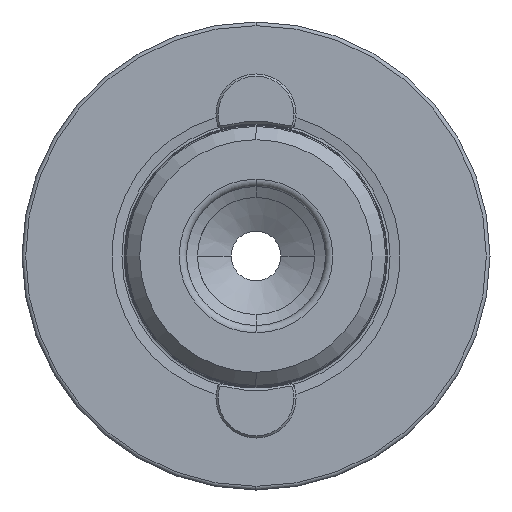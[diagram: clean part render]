
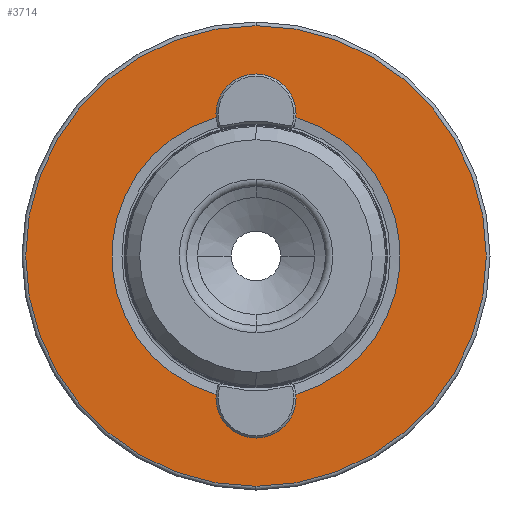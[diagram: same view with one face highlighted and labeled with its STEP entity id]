
A CAD part, left-side view. The second image highlights one B-rep face of the part: STEP entity #3714.
In plain terms, the highlighted planar face has unit normal (-1, 0, 0).
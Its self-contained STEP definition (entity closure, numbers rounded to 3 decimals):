
#83 = DIRECTION ( 'NONE',  ( 0., 0., -1. ) ) ;
#91 = AXIS2_PLACEMENT_3D ( 'NONE', #3760, #913, #2937 ) ;
#114 = CIRCLE ( 'NONE', #2226, 3. ) ;
#191 = EDGE_CURVE ( 'NONE', #2020, #4892, #2638, .T. ) ;
#349 = EDGE_CURVE ( 'NONE', #5058, #4147, #1865, .T. ) ;
#389 = CIRCLE ( 'NONE', #91, 19.715 ) ;
#498 = FACE_BOUND ( 'NONE', #4814, .T. ) ;
#534 = VERTEX_POINT ( 'NONE', #1526 ) ;
#627 = DIRECTION ( 'NONE',  ( 0., 0., -1. ) ) ;
#797 = CARTESIAN_POINT ( 'NONE',  ( 0., 2.305, 19.58 ) ) ;
#871 = CARTESIAN_POINT ( 'NONE',  ( 0., 0., -24.5 ) ) ;
#879 = AXIS2_PLACEMENT_3D ( 'NONE', #2264, #2396, #2261 ) ;
#913 = DIRECTION ( 'NONE',  ( -1., 0., 0. ) ) ;
#981 = AXIS2_PLACEMENT_3D ( 'NONE', #3048, #3515, #3525 ) ;
#1020 = CARTESIAN_POINT ( 'NONE',  ( 0., 0., -19.715 ) ) ;
#1204 = CARTESIAN_POINT ( 'NONE',  ( 0., 0., -21.5 ) ) ;
#1248 = DIRECTION ( 'NONE',  ( 0., 0., 1. ) ) ;
#1418 = AXIS2_PLACEMENT_3D ( 'NONE', #1204, #4522, #4858 ) ;
#1467 = ORIENTED_EDGE ( 'NONE', *, *, #3876, .F. ) ;
#1526 = CARTESIAN_POINT ( 'NONE',  ( 0., 2.305, -19.58 ) ) ;
#1598 = DIRECTION ( 'NONE',  ( 0., 0., 1. ) ) ;
#1612 = CARTESIAN_POINT ( 'NONE',  ( 0., 0., -21.5 ) ) ;
#1655 = AXIS2_PLACEMENT_3D ( 'NONE', #4114, #4902, #83 ) ;
#1747 = CARTESIAN_POINT ( 'NONE',  ( 0., 0., 0. ) ) ;
#1772 = DIRECTION ( 'NONE',  ( 1., 0., 0. ) ) ;
#1865 = CIRCLE ( 'NONE', #879, 19.715 ) ;
#2010 = CARTESIAN_POINT ( 'NONE',  ( 0., 0., 0. ) ) ;
#2020 = VERTEX_POINT ( 'NONE', #2027 ) ;
#2027 = CARTESIAN_POINT ( 'NONE',  ( 0., 0., 31.5 ) ) ;
#2028 = DIRECTION ( 'NONE',  ( 0., 0., 1. ) ) ;
#2219 = ORIENTED_EDGE ( 'NONE', *, *, #3905, .T. ) ;
#2226 = AXIS2_PLACEMENT_3D ( 'NONE', #1612, #4094, #1248 ) ;
#2230 = CIRCLE ( 'NONE', #1655, 3. ) ;
#2238 = DIRECTION ( 'NONE',  ( -1., 0., 0. ) ) ;
#2261 = DIRECTION ( 'NONE',  ( 0., 0., 1. ) ) ;
#2264 = CARTESIAN_POINT ( 'NONE',  ( 0., 0., 0. ) ) ;
#2353 = ORIENTED_EDGE ( 'NONE', *, *, #3752, .F. ) ;
#2396 = DIRECTION ( 'NONE',  ( -1., 0., 0. ) ) ;
#2486 = ORIENTED_EDGE ( 'NONE', *, *, #191, .T. ) ;
#2638 = CIRCLE ( 'NONE', #5109, 31.5 ) ;
#2726 = EDGE_CURVE ( 'NONE', #4828, #4147, #5074, .T. ) ;
#2827 = ORIENTED_EDGE ( 'NONE', *, *, #3825, .F. ) ;
#2937 = DIRECTION ( 'NONE',  ( 0., 0., 1. ) ) ;
#3048 = CARTESIAN_POINT ( 'NONE',  ( 0., 0., 21.5 ) ) ;
#3072 = AXIS2_PLACEMENT_3D ( 'NONE', #2010, #4488, #1598 ) ;
#3395 = VERTEX_POINT ( 'NONE', #871 ) ;
#3469 = ORIENTED_EDGE ( 'NONE', *, *, #3849, .T. ) ;
#3515 = DIRECTION ( 'NONE',  ( 1., 0., 0. ) ) ;
#3525 = DIRECTION ( 'NONE',  ( 0., 0., -1. ) ) ;
#3704 = CARTESIAN_POINT ( 'NONE',  ( 0., -2.305, -19.58 ) ) ;
#3714 = ADVANCED_FACE ( 'NONE', ( #498, #3722 ), #4239, .F. ) ;
#3722 = FACE_OUTER_BOUND ( 'NONE', #4931, .T. ) ;
#3752 = EDGE_CURVE ( 'NONE', #4570, #534, #389, .T. ) ;
#3760 = CARTESIAN_POINT ( 'NONE',  ( 0., 0., 0. ) ) ;
#3825 = EDGE_CURVE ( 'NONE', #3395, #5058, #4420, .T. ) ;
#3849 = EDGE_CURVE ( 'NONE', #4570, #4828, #2230, .T. ) ;
#3876 = EDGE_CURVE ( 'NONE', #534, #3395, #114, .T. ) ;
#3904 = ORIENTED_EDGE ( 'NONE', *, *, #349, .F. ) ;
#3905 = EDGE_CURVE ( 'NONE', #4892, #2020, #5187, .T. ) ;
#4094 = DIRECTION ( 'NONE',  ( -1., 0., 0. ) ) ;
#4114 = CARTESIAN_POINT ( 'NONE',  ( 0., 0., 21.5 ) ) ;
#4147 = VERTEX_POINT ( 'NONE', #4977 ) ;
#4239 = PLANE ( 'NONE',  #4529 ) ;
#4420 = CIRCLE ( 'NONE', #1418, 3. ) ;
#4488 = DIRECTION ( 'NONE',  ( -1., 0., 0. ) ) ;
#4522 = DIRECTION ( 'NONE',  ( -1., 0., 0. ) ) ;
#4529 = AXIS2_PLACEMENT_3D ( 'NONE', #1020, #1772, #627 ) ;
#4570 = VERTEX_POINT ( 'NONE', #797 ) ;
#4598 = ORIENTED_EDGE ( 'NONE', *, *, #2726, .T. ) ;
#4631 = CARTESIAN_POINT ( 'NONE',  ( 0., 0., -31.5 ) ) ;
#4814 = EDGE_LOOP ( 'NONE', ( #2353, #3469, #4598, #3904, #2827, #1467 ) ) ;
#4828 = VERTEX_POINT ( 'NONE', #4843 ) ;
#4843 = CARTESIAN_POINT ( 'NONE',  ( 0., 0., 24.5 ) ) ;
#4858 = DIRECTION ( 'NONE',  ( 0., 0., 1. ) ) ;
#4892 = VERTEX_POINT ( 'NONE', #4631 ) ;
#4902 = DIRECTION ( 'NONE',  ( 1., 0., 0. ) ) ;
#4931 = EDGE_LOOP ( 'NONE', ( #2486, #2219 ) ) ;
#4977 = CARTESIAN_POINT ( 'NONE',  ( 0., -2.305, 19.58 ) ) ;
#5058 = VERTEX_POINT ( 'NONE', #3704 ) ;
#5074 = CIRCLE ( 'NONE', #981, 3. ) ;
#5109 = AXIS2_PLACEMENT_3D ( 'NONE', #1747, #2238, #2028 ) ;
#5187 = CIRCLE ( 'NONE', #3072, 31.5 ) ;
